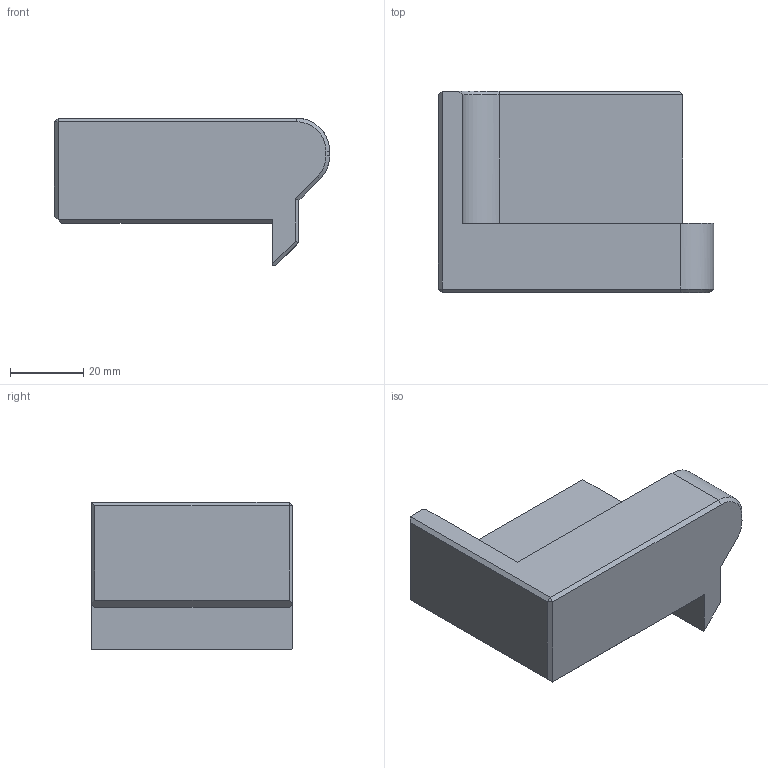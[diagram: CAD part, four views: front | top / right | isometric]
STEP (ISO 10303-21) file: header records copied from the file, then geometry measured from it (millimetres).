
FILE_DESCRIPTION(/* description */ (''),/* implementation_level */ '2;1');
FILE_NAME(/* name */ 'MP-06 battery_cover',/* time_stamp */ '2025-01-14T18:53:12-08:00',/* author */ (''),/* organization */ (''),/* preprocessor_version */ 'ST-DEVELOPER v16.5',/* originating_system */ 'Rhino 7.37',/* authorisation */ '');
FILE_SCHEMA (('CONFIG_CONTROL_DESIGN'));
Length unit declared in the file: millimetre
Products named in the file (1): Document
Bounding box: 75.06 x 55 x 40.33 mm (x, y, z)
Volume: 68568.2 mm3; surface area: 15460.4 mm2
Topology: 1 solids, 1 shells, 36 faces, 88 edges, 54 vertices
Faces by surface type: plane 30, cylinder 3, bspline 3
Entity records: 1176 total; most frequent: CARTESIAN_POINT 495, ORIENTED_EDGE 176, EDGE_CURVE 88, B_SPLINE_CURVE_WITH_KNOTS 64, VERTEX_POINT 54, DIRECTION 37, ADVANCED_FACE 36, FACE_OUTER_BOUND 36
